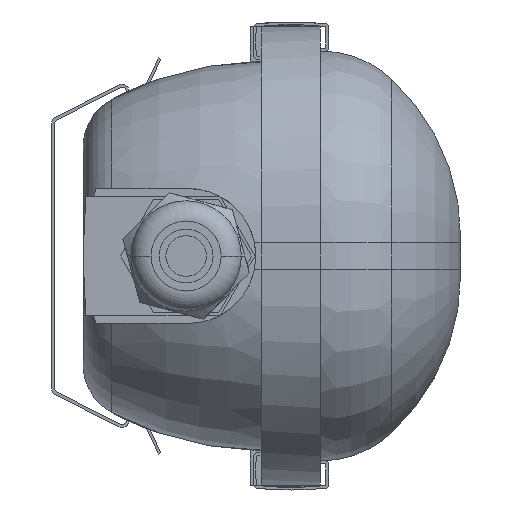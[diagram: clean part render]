
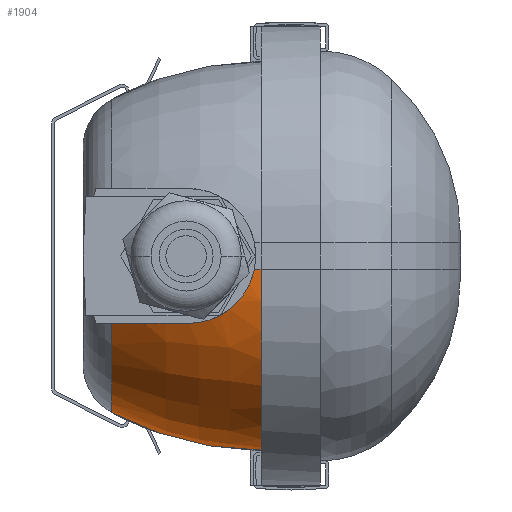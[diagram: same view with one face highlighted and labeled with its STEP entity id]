
A CAD part, left-side view. The second image highlights one B-rep face of the part: STEP entity #1904.
In plain terms, the highlighted toroidal (fillet/blend) face has major radius 24.981 mm and minor radius 58.481 mm.
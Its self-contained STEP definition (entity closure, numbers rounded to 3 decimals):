
#239 = DIRECTION ( 'NONE',  ( 0., 0., -1. ) ) ;
#619 = CARTESIAN_POINT ( 'NONE',  ( -291.584, 10.684, -11.557 ) ) ;
#709 = CARTESIAN_POINT ( 'NONE',  ( -293.379, 4.005, -4.925 ) ) ;
#784 = EDGE_CURVE ( 'NONE', #23581, #10802, #12793, .T. ) ;
#1172 = CARTESIAN_POINT ( 'NONE',  ( -293.5, 2., -2.5 ) ) ;
#1332 = ORIENTED_EDGE ( 'NONE', *, *, #784, .F. ) ;
#1876 = CARTESIAN_POINT ( 'NONE',  ( -289.054, 19.806, -12.5 ) ) ;
#1904 = ADVANCED_FACE ( 'NONE', ( #10200 ), #25975, .T. ) ;
#2185 = EDGE_CURVE ( 'NONE', #8362, #17952, #9218, .T. ) ;
#2215 = DIRECTION ( 'NONE',  ( 0., -1., 0. ) ) ;
#2695 = CARTESIAN_POINT ( 'NONE',  ( -292.106, 8.81, -10.583 ) ) ;
#2777 = CARTESIAN_POINT ( 'NONE',  ( -293.483, 3.4, -3.221 ) ) ;
#3630 = AXIS2_PLACEMENT_3D ( 'NONE', #11004, #25396, #13087 ) ;
#3774 = ORIENTED_EDGE ( 'NONE', *, *, #9448, .F. ) ;
#3889 = ORIENTED_EDGE ( 'NONE', *, *, #2185, .F. ) ;
#3977 = CARTESIAN_POINT ( 'NONE',  ( -290.004, 16.741, -12.5 ) ) ;
#4785 = CARTESIAN_POINT ( 'NONE',  ( -292.504, 7.387, -9.516 ) ) ;
#5665 = CARTESIAN_POINT ( 'NONE',  ( -260., 29.744, -2.5 ) ) ;
#6014 = EDGE_CURVE ( 'NONE', #8362, #24351, #10778, .T. ) ;
#6865 = CARTESIAN_POINT ( 'NONE',  ( -292.722, 6.601, -8.786 ) ) ;
#7741 = DIRECTION ( 'NONE',  ( 0., 0., -1. ) ) ;
#8048 = CARTESIAN_POINT ( 'NONE',  ( -285.83, 27.529, -12.5 ) ) ;
#8362 = VERTEX_POINT ( 'NONE', #1172 ) ;
#8968 = CARTESIAN_POINT ( 'NONE',  ( -292.981, 5.649, -7.727 ) ) ;
#9218 = CIRCLE ( 'NONE', #10095, 33.5 ) ;
#9448 = EDGE_CURVE ( 'NONE', #17952, #16338, #22522, .T. ) ;
#9624 = DIRECTION ( 'NONE',  ( 0., 0., -1. ) ) ;
#9763 = CIRCLE ( 'NONE', #21064, 26.5 ) ;
#9872 = EDGE_CURVE ( 'NONE', #10802, #24351, #23225, .T. ) ;
#9876 = CARTESIAN_POINT ( 'NONE',  ( -260., 29.744, -29. ) ) ;
#10095 = AXIS2_PLACEMENT_3D ( 'NONE', #11547, #25941, #13616 ) ;
#10142 = CARTESIAN_POINT ( 'NONE',  ( -286.959, 25.224, -12.5 ) ) ;
#10200 = FACE_OUTER_BOUND ( 'NONE', #19379, .T. ) ;
#10440 = ORIENTED_EDGE ( 'NONE', *, *, #9872, .F. ) ;
#10622 = AXIS2_PLACEMENT_3D ( 'NONE', #12647, #2215, #239 ) ;
#10778 = CIRCLE ( 'NONE', #11432, 58.481 ) ;
#10802 = VERTEX_POINT ( 'NONE', #18466 ) ;
#10956 = CARTESIAN_POINT ( 'NONE',  ( -290.672, 14.086, -12.44 ) ) ;
#11004 = CARTESIAN_POINT ( 'NONE',  ( -260., 2., 22.481 ) ) ;
#11047 = CARTESIAN_POINT ( 'NONE',  ( -293.234, 4.654, -6.224 ) ) ;
#11432 = AXIS2_PLACEMENT_3D ( 'NONE', #21993, #9624, #24060 ) ;
#11547 = CARTESIAN_POINT ( 'NONE',  ( -260., 2., -2.5 ) ) ;
#11932 = ORIENTED_EDGE ( 'NONE', *, *, #16909, .T. ) ;
#12225 = CARTESIAN_POINT ( 'NONE',  ( -288.17, 22.233, -12.5 ) ) ;
#12647 = CARTESIAN_POINT ( 'NONE',  ( -260., 2., -2.5 ) ) ;
#12793 = B_SPLINE_CURVE_WITH_KNOTS ( 'NONE', 3,
 ( #14192, #8048, #10142, #12225, #26614, #14282, #1876, #16339, #3977, #18437 ),
 .UNSPECIFIED., .F., .F.,
 ( 4, 2, 2, 2, 4 ),
 ( 0.236, 0.244, 0.246, 0.248, 0.252 ),
 .UNSPECIFIED. ) ;
#13037 = CARTESIAN_POINT ( 'NONE',  ( -291.218, 12.024, -12.028 ) ) ;
#13087 = DIRECTION ( 'NONE',  ( 0., 0., -1. ) ) ;
#13134 = CARTESIAN_POINT ( 'NONE',  ( -293.349, 4.153, -5.255 ) ) ;
#13616 = DIRECTION ( 'NONE',  ( 0., 0., -1. ) ) ;
#14096 = ORIENTED_EDGE ( 'NONE', *, *, #6014, .T. ) ;
#14192 = CARTESIAN_POINT ( 'NONE',  ( -284.541, 29.744, -12.5 ) ) ;
#14282 = CARTESIAN_POINT ( 'NONE',  ( -288.845, 20.414, -12.5 ) ) ;
#15085 = CARTESIAN_POINT ( 'NONE',  ( -291.763, 10.04, -11.266 ) ) ;
#15169 = CARTESIAN_POINT ( 'NONE',  ( -293.455, 3.607, -3.916 ) ) ;
#16338 = VERTEX_POINT ( 'NONE', #9876 ) ;
#16339 = CARTESIAN_POINT ( 'NONE',  ( -289.65, 17.973, -12.5 ) ) ;
#16909 = EDGE_CURVE ( 'NONE', #23581, #16338, #9763, .T. ) ;
#17171 = CARTESIAN_POINT ( 'NONE',  ( -292.271, 8.224, -10.189 ) ) ;
#17270 = CARTESIAN_POINT ( 'NONE',  ( -293.487, 3.253, -2.5 ) ) ;
#17952 = VERTEX_POINT ( 'NONE', #19836 ) ;
#18437 = CARTESIAN_POINT ( 'NONE',  ( -290.314, 15.5, -12.5 ) ) ;
#18466 = CARTESIAN_POINT ( 'NONE',  ( -290.314, 15.5, -12.5 ) ) ;
#19249 = CARTESIAN_POINT ( 'NONE',  ( -292.579, 7.117, -9.279 ) ) ;
#19379 = EDGE_LOOP ( 'NONE', ( #1332, #11932, #3774, #3889, #14096, #10440 ) ) ;
#19836 = CARTESIAN_POINT ( 'NONE',  ( -260., 2., -36. ) ) ;
#20116 = DIRECTION ( 'NONE',  ( 0., -1., 0. ) ) ;
#21064 = AXIS2_PLACEMENT_3D ( 'NONE', #5665, #20116, #7741 ) ;
#21234 = CARTESIAN_POINT ( 'NONE',  ( -290.314, 15.5, -12.5 ) ) ;
#21316 = CARTESIAN_POINT ( 'NONE',  ( -292.79, 6.355, -8.529 ) ) ;
#21993 = CARTESIAN_POINT ( 'NONE',  ( -235.019, 2., -2.5 ) ) ;
#22522 = CIRCLE ( 'NONE', #3630, 58.481 ) ;
#23225 = B_SPLINE_CURVE_WITH_KNOTS ( 'NONE', 3,
 ( #21234, #23310, #10956, #25356, #13037, #619, #15085, #2695, #17171, #4785, #19249, #6865, #21316, #8968, #23407, #11047, #25442, #13134, #709, #15169, #2777, #17270 ),
 .UNSPECIFIED., .F., .F.,
 ( 4, 2, 2, 2, 2, 2, 2, 2, 2, 2, 4 ),
 ( 0., 0.002, 0.004, 0.007, 0.009, 0.01, 0.011, 0.013, 0.014, 0.015, 0.017 ),
 .UNSPECIFIED. ) ;
#23310 = CARTESIAN_POINT ( 'NONE',  ( -290.492, 14.787, -12.5 ) ) ;
#23407 = CARTESIAN_POINT ( 'NONE',  ( -293.093, 5.223, -7.152 ) ) ;
#23581 = VERTEX_POINT ( 'NONE', #25379 ) ;
#24060 = DIRECTION ( 'NONE',  ( -1., 0., 0. ) ) ;
#24351 = VERTEX_POINT ( 'NONE', #25872 ) ;
#25356 = CARTESIAN_POINT ( 'NONE',  ( -291.035, 12.704, -12.204 ) ) ;
#25379 = CARTESIAN_POINT ( 'NONE',  ( -284.541, 29.744, -12.5 ) ) ;
#25396 = DIRECTION ( 'NONE',  ( 1., 0., 0. ) ) ;
#25442 = CARTESIAN_POINT ( 'NONE',  ( -293.276, 4.476, -5.904 ) ) ;
#25872 = CARTESIAN_POINT ( 'NONE',  ( -293.487, 3.253, -2.5 ) ) ;
#25941 = DIRECTION ( 'NONE',  ( 0., -1., 0. ) ) ;
#25975 = TOROIDAL_SURFACE ( 'NONE', #10622, -24.981, 58.481 ) ;
#26614 = CARTESIAN_POINT ( 'NONE',  ( -288.403, 21.627, -12.5 ) ) ;
